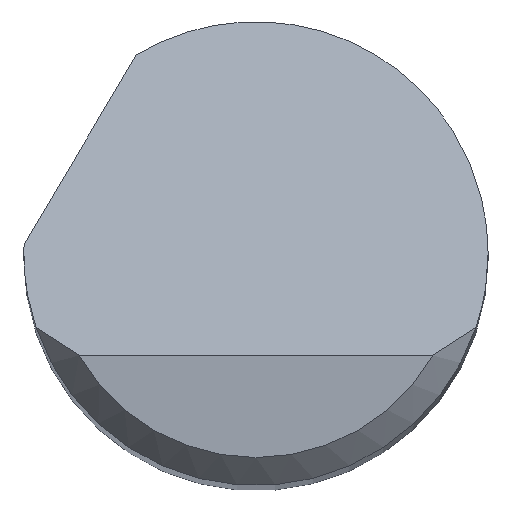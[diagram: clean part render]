
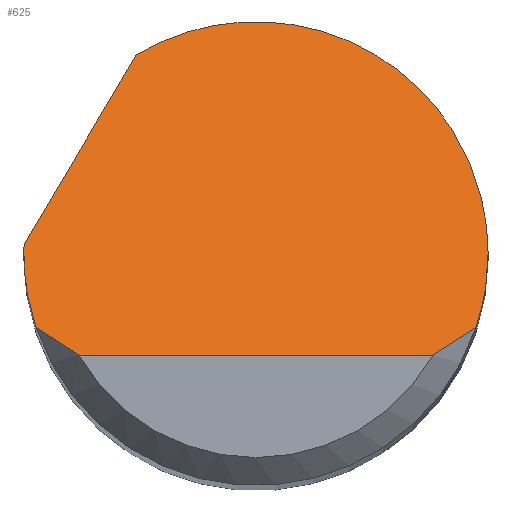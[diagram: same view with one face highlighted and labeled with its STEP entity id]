
A CAD part, top view. The second image highlights one B-rep face of the part: STEP entity #625.
In plain terms, the highlighted planar face has unit normal (0, 0.707, 0.707).
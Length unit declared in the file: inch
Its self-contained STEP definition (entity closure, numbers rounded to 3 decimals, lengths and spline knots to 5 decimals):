
#2 = CARTESIAN_POINT ( 'NONE',  ( -0.12279, -0.02708, 1.97208 ) ) ;
#6 = CARTESIAN_POINT ( 'NONE',  ( 0.11843, -0.04, 1.985 ) ) ;
#19 = EDGE_CURVE ( 'NONE', #467, #278, #120, .T. ) ;
#49 = VECTOR ( 'NONE', #662, 39.37008 ) ;
#57 = CARTESIAN_POINT ( 'NONE',  ( -0.09526, -0.055, 2. ) ) ;
#62 = CARTESIAN_POINT ( 'NONE',  ( -0.125, -0.01363, 1.95863 ) ) ;
#64 = VERTEX_POINT ( 'NONE', #818 ) ;
#66 = CARTESIAN_POINT ( 'NONE',  ( 0.11107, -0.04528, 1.99028 ) ) ;
#68 = CARTESIAN_POINT ( 'NONE',  ( -0.125, 0., 1.945 ) ) ;
#73 = CARTESIAN_POINT ( 'NONE',  ( 0.12279, -0.02708, 1.97208 ) ) ;
#97 = ORIENTED_EDGE ( 'NONE', *, *, #705, .T. ) ;
#104 = EDGE_CURVE ( 'NONE', #406, #179, #457, .T. ) ;
#120 = LINE ( 'NONE', #455, #49 ) ;
#123 = VERTEX_POINT ( 'NONE', #6 ) ;
#127 = EDGE_CURVE ( 'NONE', #440, #406, #401, .T. ) ;
#135 = CARTESIAN_POINT ( 'NONE',  ( 0.125, 0.10961, 1.83539 ) ) ;
#136 = CARTESIAN_POINT ( 'NONE',  ( -0.125, -0.055, 2. ) ) ;
#153 = DIRECTION ( 'NONE',  ( 0., 0.707, -0.707 ) ) ;
#179 = VERTEX_POINT ( 'NONE', #570 ) ;
#195 = CARTESIAN_POINT ( 'NONE',  ( -0.11107, -0.04528, 1.99028 ) ) ;
#209 = CARTESIAN_POINT ( 'NONE',  ( 0.11843, -0.04, 1.985 ) ) ;
#210 = CARTESIAN_POINT ( 'NONE',  ( -0.1249, 0.005, 1.94 ) ) ;
#231 =( BOUNDED_CURVE ( )  B_SPLINE_CURVE ( 3, ( #751, #693, #73, #209 ),
 .UNSPECIFIED., .F., .T. ) 
 B_SPLINE_CURVE_WITH_KNOTS ( ( 4, 4 ),
 ( 1.5708, 1.89653 ),
 .UNSPECIFIED. ) 
 CURVE ( )  GEOMETRIC_REPRESENTATION_ITEM ( )  RATIONAL_B_SPLINE_CURVE ( ( 1., 0.991, 0.991, 1. ) ) 
 REPRESENTATION_ITEM ( '' )  );
#237 = AXIS2_PLACEMENT_3D ( 'NONE', #136, #681, #153 ) ;
#278 = VERTEX_POINT ( 'NONE', #316 ) ;
#285 = CARTESIAN_POINT ( 'NONE',  ( -0.15516, -0.04606, 1.99106 ) ) ;
#294 =( BOUNDED_CURVE ( )  B_SPLINE_CURVE ( 3, ( #870, #736, #326, #664 ),
 .UNSPECIFIED., .F., .T. ) 
 B_SPLINE_CURVE_WITH_KNOTS ( ( 4, 4 ),
 ( 4.71239, 4.7524 ),
 .UNSPECIFIED. ) 
 CURVE ( )  GEOMETRIC_REPRESENTATION_ITEM ( )  RATIONAL_B_SPLINE_CURVE ( ( 1., 1., 1., 1. ) ) 
 REPRESENTATION_ITEM ( '' )  );
#296 = EDGE_CURVE ( 'NONE', #387, #440, #294, .T. ) ;
#316 = CARTESIAN_POINT ( 'NONE',  ( 0.09526, -0.055, 2. ) ) ;
#321 = ORIENTED_EDGE ( 'NONE', *, *, #19, .T. ) ;
#326 = CARTESIAN_POINT ( 'NONE',  ( -0.12497, 0.00333, 1.94167 ) ) ;
#338 = CARTESIAN_POINT ( 'NONE',  ( 0.10339, -0.05031, 1.99531 ) ) ;
#340 = CARTESIAN_POINT ( 'NONE',  ( -0.11843, -0.04, 1.985 ) ) ;
#362 = B_SPLINE_CURVE_WITH_KNOTS ( 'NONE', 3,
 ( #340, #195, #480, #57 ),
 .UNSPECIFIED., .F., .F.,
 ( 4, 4 ),
 ( 0., 0.0008 ),
 .UNSPECIFIED. ) ;
#387 = VERTEX_POINT ( 'NONE', #68 ) ;
#401 = LINE ( 'NONE', #285, #654 ) ;
#406 = VERTEX_POINT ( 'NONE', #498 ) ;
#413 = CARTESIAN_POINT ( 'NONE',  ( 0.09526, -0.055, 2. ) ) ;
#440 = VERTEX_POINT ( 'NONE', #210 ) ;
#444 = B_SPLINE_CURVE_WITH_KNOTS ( 'NONE', 3,
 ( #413, #338, #66, #613 ),
 .UNSPECIFIED., .F., .F.,
 ( 4, 4 ),
 ( 0., 0.0008 ),
 .UNSPECIFIED. ) ;
#455 = CARTESIAN_POINT ( 'NONE',  ( 0., -0.055, 2. ) ) ;
#457 =( BOUNDED_CURVE ( )  B_SPLINE_CURVE ( 3, ( #692, #893, #135, #501 ),
 .UNSPECIFIED., .F., .T. ) 
 B_SPLINE_CURVE_WITH_KNOTS ( ( 4, 4 ),
 ( 5.74227, 7.85398 ),
 .UNSPECIFIED. ) 
 CURVE ( )  GEOMETRIC_REPRESENTATION_ITEM ( )  RATIONAL_B_SPLINE_CURVE ( ( 1., 0.662, 0.662, 1. ) ) 
 REPRESENTATION_ITEM ( '' )  );
#467 = VERTEX_POINT ( 'NONE', #765 ) ;
#480 = CARTESIAN_POINT ( 'NONE',  ( -0.10339, -0.05031, 1.99531 ) ) ;
#498 = CARTESIAN_POINT ( 'NONE',  ( -0.06437, 0.10715, 1.83785 ) ) ;
#501 = CARTESIAN_POINT ( 'NONE',  ( 0.125, 0., 1.945 ) ) ;
#511 =( BOUNDED_CURVE ( )  B_SPLINE_CURVE ( 3, ( #840, #2, #62, #622 ),
 .UNSPECIFIED., .F., .T. ) 
 B_SPLINE_CURVE_WITH_KNOTS ( ( 4, 4 ),
 ( 4.38666, 4.71239 ),
 .UNSPECIFIED. ) 
 CURVE ( )  GEOMETRIC_REPRESENTATION_ITEM ( )  RATIONAL_B_SPLINE_CURVE ( ( 1., 0.991, 0.991, 1. ) ) 
 REPRESENTATION_ITEM ( '' )  );
#516 = ORIENTED_EDGE ( 'NONE', *, *, #104, .F. ) ;
#562 = EDGE_CURVE ( 'NONE', #64, #467, #362, .T. ) ;
#565 = DIRECTION ( 'NONE',  ( 0.386, 0.652, -0.652 ) ) ;
#570 = CARTESIAN_POINT ( 'NONE',  ( 0.125, 0., 1.945 ) ) ;
#573 = EDGE_CURVE ( 'NONE', #64, #387, #511, .T. ) ;
#588 = EDGE_CURVE ( 'NONE', #179, #123, #231, .T. ) ;
#602 = ORIENTED_EDGE ( 'NONE', *, *, #588, .F. ) ;
#608 = PLANE ( 'NONE',  #237 ) ;
#613 = CARTESIAN_POINT ( 'NONE',  ( 0.11843, -0.04, 1.985 ) ) ;
#622 = CARTESIAN_POINT ( 'NONE',  ( -0.125, 0., 1.945 ) ) ;
#625 = ADVANCED_FACE ( 'NONE', ( #769 ), #608, .F. ) ;
#637 = ORIENTED_EDGE ( 'NONE', *, *, #296, .F. ) ;
#654 = VECTOR ( 'NONE', #565, 39.37008 ) ;
#662 = DIRECTION ( 'NONE',  ( 1., 0., 0. ) ) ;
#664 = CARTESIAN_POINT ( 'NONE',  ( -0.1249, 0.005, 1.94 ) ) ;
#681 = DIRECTION ( 'NONE',  ( 0., -0.707, -0.707 ) ) ;
#692 = CARTESIAN_POINT ( 'NONE',  ( -0.06437, 0.10715, 1.83785 ) ) ;
#693 = CARTESIAN_POINT ( 'NONE',  ( 0.125, -0.01363, 1.95863 ) ) ;
#705 = EDGE_CURVE ( 'NONE', #278, #123, #444, .T. ) ;
#706 = ORIENTED_EDGE ( 'NONE', *, *, #573, .F. ) ;
#736 = CARTESIAN_POINT ( 'NONE',  ( -0.125, 0.00167, 1.94333 ) ) ;
#751 = CARTESIAN_POINT ( 'NONE',  ( 0.125, 0., 1.945 ) ) ;
#765 = CARTESIAN_POINT ( 'NONE',  ( -0.09526, -0.055, 2. ) ) ;
#769 = FACE_OUTER_BOUND ( 'NONE', #879, .T. ) ;
#785 = ORIENTED_EDGE ( 'NONE', *, *, #562, .T. ) ;
#818 = CARTESIAN_POINT ( 'NONE',  ( -0.11843, -0.04, 1.985 ) ) ;
#840 = CARTESIAN_POINT ( 'NONE',  ( -0.11843, -0.04, 1.985 ) ) ;
#854 = ORIENTED_EDGE ( 'NONE', *, *, #127, .F. ) ;
#870 = CARTESIAN_POINT ( 'NONE',  ( -0.125, 0., 1.945 ) ) ;
#879 = EDGE_LOOP ( 'NONE', ( #321, #97, #602, #516, #854, #637, #706, #785 ) ) ;
#893 = CARTESIAN_POINT ( 'NONE',  ( 0.0296, 0.1636, 1.7814 ) ) ;
